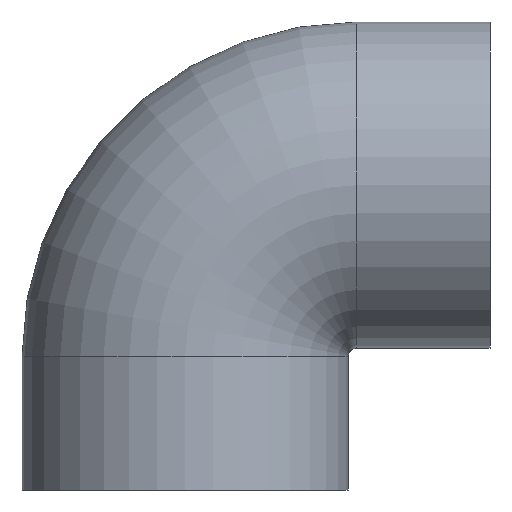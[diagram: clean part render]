
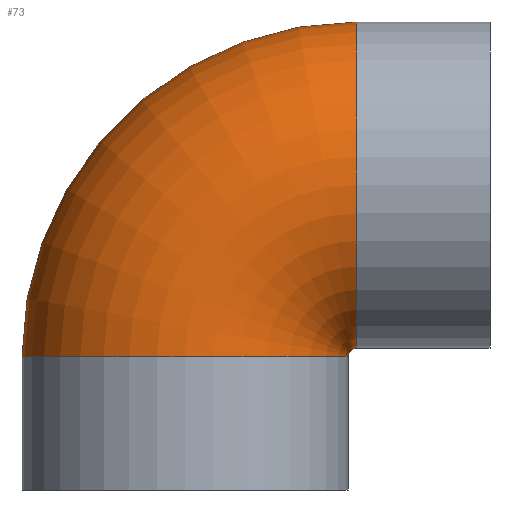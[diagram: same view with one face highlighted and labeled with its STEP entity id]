
A CAD part, front view. The second image highlights one B-rep face of the part: STEP entity #73.
In plain terms, the highlighted toroidal (fillet/blend) face has major radius 40 mm and minor radius 38 mm.
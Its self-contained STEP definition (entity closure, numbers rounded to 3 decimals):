
#73=ADVANCED_FACE('',(#144),#145,.T.);
#144=FACE_OUTER_BOUND('',#209,.T.);
#145=TOROIDAL_SURFACE('',#210,40.0,38.0);
#209=EDGE_LOOP('',(#347,#348,#349,#350));
#210=AXIS2_PLACEMENT_3D('',#351,#352,#353);
#347=ORIENTED_EDGE('',*,*,#372,.T.);
#348=ORIENTED_EDGE('',*,*,#424,.T.);
#349=ORIENTED_EDGE('',*,*,#374,.T.);
#350=ORIENTED_EDGE('',*,*,#414,.T.);
#351=CARTESIAN_POINT('',(40.0,0.,31.0));
#352=DIRECTION('',(0.0,-1.0,0.0));
#353=DIRECTION('',(0.0,0.0,-1.0));
#372=EDGE_CURVE('',#430,#431,#432,.T.);
#374=EDGE_CURVE('',#435,#433,#436,.T.);
#414=EDGE_CURVE('',#433,#430,#495,.T.);
#424=EDGE_CURVE('',#431,#435,#506,.T.);
#430=VERTEX_POINT('',#512);
#431=VERTEX_POINT('',#513);
#432=CIRCLE('',#514,78.0);
#433=VERTEX_POINT('',#515);
#435=VERTEX_POINT('',#517);
#436=CIRCLE('',#518,2.0);
#495=CIRCLE('',#728,38.0);
#506=CIRCLE('',#880,38.0);
#512=CARTESIAN_POINT('',(40.0,0.,109.0));
#513=CARTESIAN_POINT('',(-38.0,0.0,31.0));
#514=AXIS2_PLACEMENT_3D('',#885,#886,#887);
#515=CARTESIAN_POINT('',(40.0,0.0,33.0));
#517=CARTESIAN_POINT('',(38.0,0.,31.0));
#518=AXIS2_PLACEMENT_3D('',#891,#892,#893);
#728=AXIS2_PLACEMENT_3D('',#955,#956,#957);
#880=AXIS2_PLACEMENT_3D('',#964,#965,#966);
#885=CARTESIAN_POINT('',(40.0,0.,31.0));
#886=DIRECTION('',(0.0,-1.0,0.0));
#887=DIRECTION('',(0.0,0.0,-1.0));
#891=CARTESIAN_POINT('',(40.0,0.,31.0));
#892=DIRECTION('',(-0.0,1.0,0.0));
#893=DIRECTION('',(0.0,0.0,-1.0));
#955=CARTESIAN_POINT('',(40.0,0.,71.0));
#956=DIRECTION('',(-1.0,-0.0,0.0));
#957=DIRECTION('',(0.0,0.,-1.0));
#964=CARTESIAN_POINT('',(0.0,0.0,31.0));
#965=DIRECTION('',(0.0,0.0,1.0));
#966=DIRECTION('',(-1.0,0.0,0.0));
